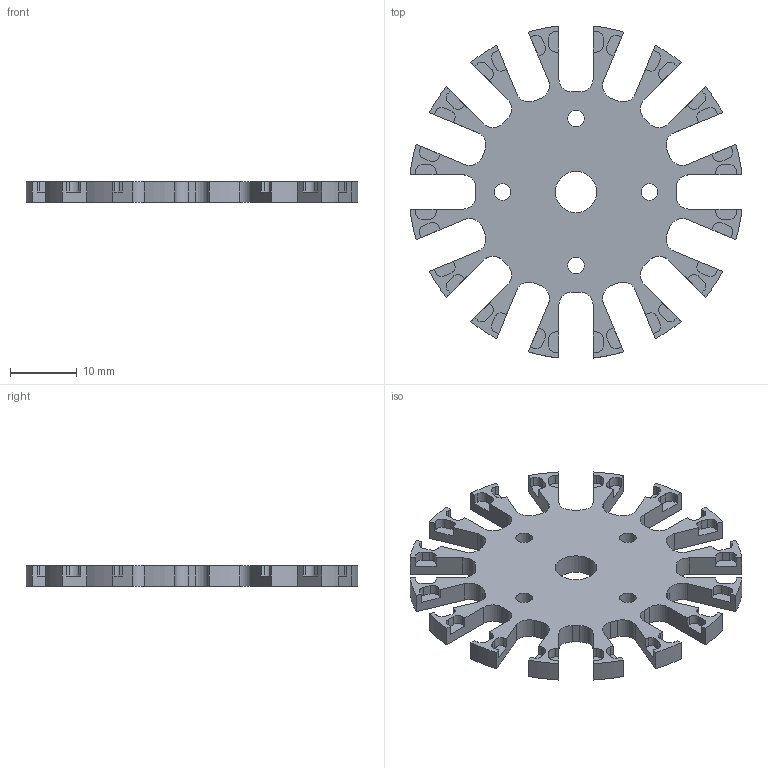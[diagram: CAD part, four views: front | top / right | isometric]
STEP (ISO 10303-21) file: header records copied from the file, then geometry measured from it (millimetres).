
FILE_DESCRIPTION(/* description */ (''),/* implementation_level */ '2;1');
FILE_NAME(/* name */ 'plate1_3mm_m6collet.stp',/* time_stamp */ '2020-10-21T16:27:46+02:00',/* author */ ('xxnew'),/* organization */ (''),/* preprocessor_version */ 'ST-DEVELOPER v17',/* originating_system */ 'Autodesk Inventor 2019',/* authorisation */ '');
FILE_SCHEMA (('AUTOMOTIVE_DESIGN { 1 0 10303 214 3 1 1 }'));
Length unit declared in the file: millimetre
Products named in the file (1): plate1_3mm_m6collet
Bounding box: 49.73 x 49.73 x 3 mm (x, y, z)
Volume: 3163.2 mm3; surface area: 3832.3 mm2
Topology: 1 solids, 1 shells, 295 faces, 884 edges, 591 vertices
Faces by surface type: plane 178, cylinder 117
Full cylindrical faces by diameter (mm): 2.459 x4, 6.21 x1
Entity records: 10036 total; most frequent: CARTESIAN_POINT 1771, ORIENTED_EDGE 1768, DIRECTION 1715, EDGE_CURVE 884, LINE 645, VECTOR 645, VERTEX_POINT 591, AXIS2_PLACEMENT_3D 535
